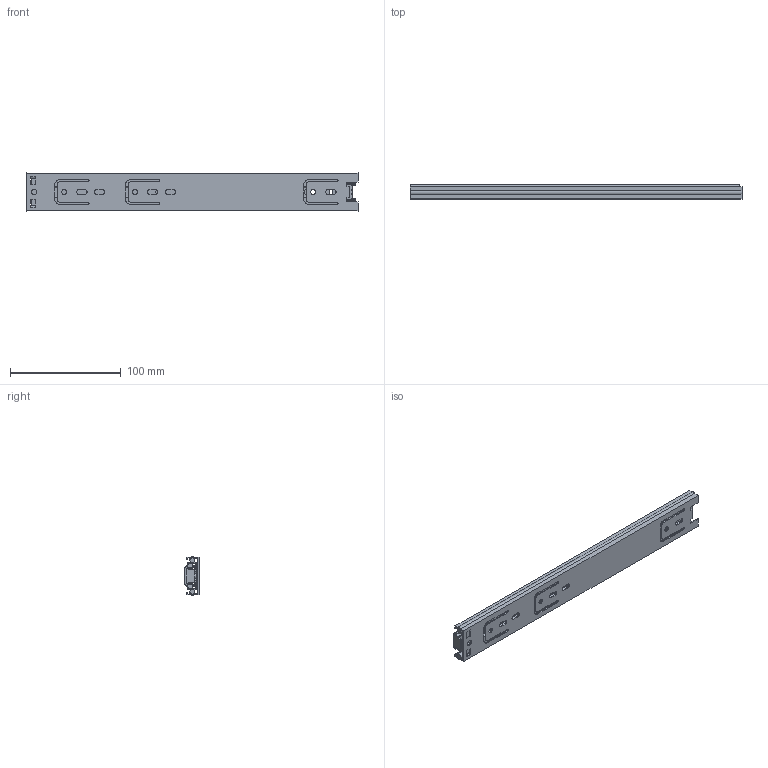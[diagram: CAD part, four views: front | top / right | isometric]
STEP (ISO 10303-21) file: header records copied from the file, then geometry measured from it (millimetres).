
FILE_DESCRIPTION(/* description */ (''),/* implementation_level */ '2;1');
FILE_NAME(/* name */ 'L3-300.stp',/* time_stamp */ '2024-11-07T16:31:29+09:00',/* author */ ('user'),/* organization */ (''),/* preprocessor_version */ 'ST-DEVELOPER v15.6',/* originating_system */ 'Autodesk Inventor 2015',/* authorisation */ '');
FILE_SCHEMA (('AUTOMOTIVE_DESIGN { 1 0 10303 214 3 1 1 }'));
Length unit declared in the file: millimetre
Products named in the file (6): L3-300_1; L3-300_B1; L3-300_2; L3-300_3; L3-400_B2; L3-300
Bounding box: 300 x 12.7 x 34.98 mm (x, y, z)
Volume: 46551.1 mm3; surface area: 90213 mm2
Topology: 6 solids, 6 shells, 240 faces, 681 edges, 454 vertices
Faces by surface type: plane 149, cylinder 91
Full cylindrical faces by diameter (mm): 4.3 x3, 4.4 x3, 4.5 x2, 4.9 x1
Entity records: 8025 total; most frequent: CARTESIAN_POINT 1377, DIRECTION 1356, ORIENTED_EDGE 1344, EDGE_CURVE 672, LINE 490, VECTOR 490, VERTEX_POINT 454, AXIS2_PLACEMENT_3D 433
